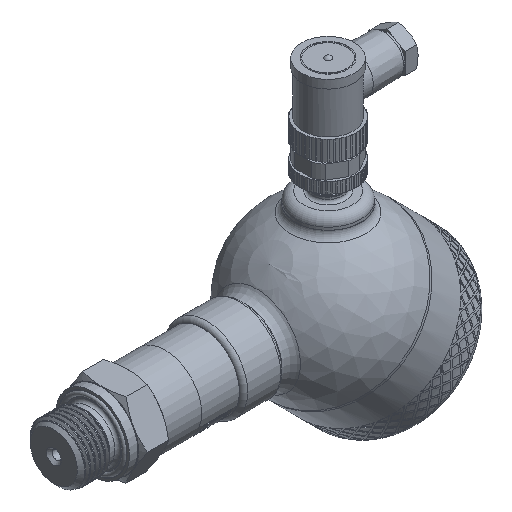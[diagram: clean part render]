
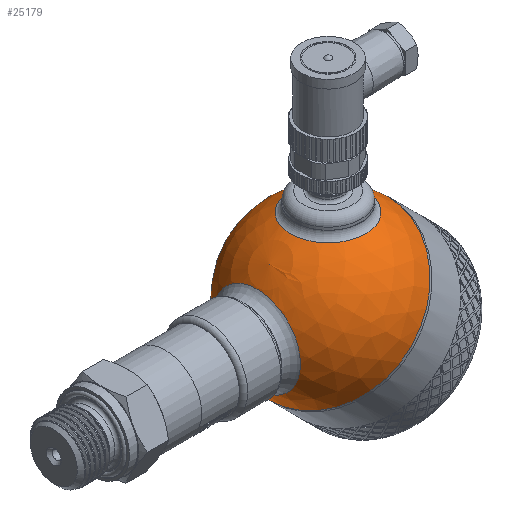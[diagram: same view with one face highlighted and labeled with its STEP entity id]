
A CAD part, isometric view. The second image highlights one B-rep face of the part: STEP entity #25179.
In plain terms, the highlighted spherical face has radius 30 mm.
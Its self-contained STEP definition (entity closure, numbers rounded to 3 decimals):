
#36=SPHERICAL_SURFACE('',#26707,30.);
#94=FACE_BOUND('',#3427,.T.);
#95=FACE_BOUND('',#3428,.T.);
#1786=FACE_OUTER_BOUND('',#3426,.T.);
#3426=EDGE_LOOP('',(#18144,#18145,#18146,#18147));
#3427=EDGE_LOOP('',(#18148));
#3428=EDGE_LOOP('',(#18149));
#4928=CIRCLE('',#26630,30.);
#4929=CIRCLE('',#26631,30.);
#4956=CIRCLE('',#26703,13.5);
#4959=CIRCLE('',#26708,30.);
#4960=CIRCLE('',#26709,15.643);
#9625=VERTEX_POINT('',#35417);
#9626=VERTEX_POINT('',#35419);
#10153=VERTEX_POINT('',#42183);
#10155=VERTEX_POINT('',#42190);
#10156=VERTEX_POINT('',#42192);
#12345=EDGE_CURVE('',#9625,#9626,#4928,.T.);
#12346=EDGE_CURVE('',#9626,#9625,#4929,.T.);
#13139=EDGE_CURVE('',#10153,#10153,#4956,.T.);
#13142=EDGE_CURVE('',#9626,#10155,#4959,.T.);
#13143=EDGE_CURVE('',#10156,#10156,#4960,.T.);
#18144=ORIENTED_EDGE('',*,*,#12346,.F.);
#18145=ORIENTED_EDGE('',*,*,#13142,.T.);
#18146=ORIENTED_EDGE('',*,*,#13142,.F.);
#18147=ORIENTED_EDGE('',*,*,#12345,.F.);
#18148=ORIENTED_EDGE('',*,*,#13143,.F.);
#18149=ORIENTED_EDGE('',*,*,#13139,.F.);
#25179=ADVANCED_FACE('',(#1786,#94,#95),#36,.T.);
#26630=AXIS2_PLACEMENT_3D('',#35420,#28301,#28302);
#26631=AXIS2_PLACEMENT_3D('',#35421,#28303,#28304);
#26703=AXIS2_PLACEMENT_3D('',#42184,#28725,#28726);
#26707=AXIS2_PLACEMENT_3D('',#42189,#28733,#28734);
#26708=AXIS2_PLACEMENT_3D('',#42191,#28735,#28736);
#26709=AXIS2_PLACEMENT_3D('',#42193,#28737,#28738);
#28301=DIRECTION('center_axis',(1.,0.,0.));
#28302=DIRECTION('ref_axis',(0.,1.,0.));
#28303=DIRECTION('center_axis',(1.,0.,0.));
#28304=DIRECTION('ref_axis',(0.,1.,0.));
#28725=DIRECTION('center_axis',(-0.707,0.,-0.707));
#28726=DIRECTION('ref_axis',(-0.707,0.,0.707));
#28733=DIRECTION('center_axis',(1.,0.,0.));
#28734=DIRECTION('ref_axis',(0.,-1.,0.));
#28735=DIRECTION('center_axis',(0.,0.,1.));
#28736=DIRECTION('ref_axis',(0.,1.,0.));
#28737=DIRECTION('center_axis',(-0.707,0.,0.707));
#28738=DIRECTION('ref_axis',(0.707,0.,0.707));
#35417=CARTESIAN_POINT('',(0.,-30.,0.));
#35419=CARTESIAN_POINT('',(0.,30.,0.));
#35420=CARTESIAN_POINT('Origin',(0.,0.,0.));
#35421=CARTESIAN_POINT('Origin',(0.,0.,0.));
#42183=CARTESIAN_POINT('',(-9.398,0.,-28.49));
#42184=CARTESIAN_POINT('Origin',(-18.944,0.,-18.944));
#42189=CARTESIAN_POINT('Origin',(0.,0.,0.));
#42190=CARTESIAN_POINT('',(-30.,0.,0.));
#42191=CARTESIAN_POINT('Origin',(0.,0.,0.));
#42192=CARTESIAN_POINT('',(-29.162,0.,7.04));
#42193=CARTESIAN_POINT('Origin',(-18.101,0.,18.101));
